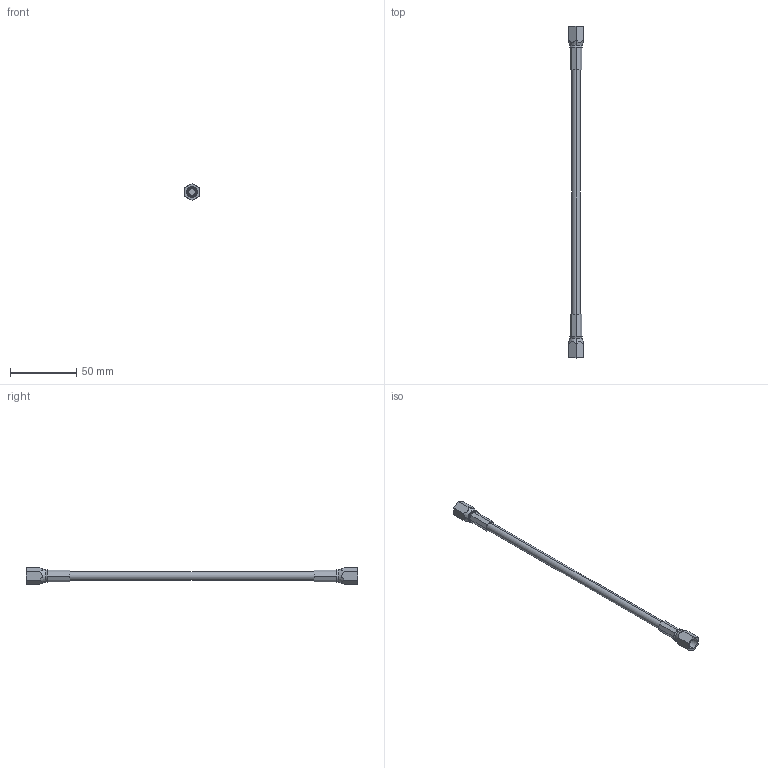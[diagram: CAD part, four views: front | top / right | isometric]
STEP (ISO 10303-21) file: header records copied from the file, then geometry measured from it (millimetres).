
FILE_DESCRIPTION(/* description */ (''),/* implementation_level */ '2;1');
FILE_NAME(/* name */ 'HOSE-1_8-250.stp',/* time_stamp */ '2018-05-21T11:48:41+09:00',/* author */ (''),/* organization */ (''),/* preprocessor_version */ 'ST-DEVELOPER v16',/* originating_system */ 'SIEMENS PLM Software NX 10.0',/* authorisation */ '');
FILE_SCHEMA (('AUTOMOTIVE_DESIGN { 1 0 10303 214 3 1 1 1 }'));
Length unit declared in the file: millimetre
Products named in the file (1): HOSE-1_8-250
Bounding box: 10.91 x 250 x 12.6 mm (x, y, z)
Volume: 9035.3 mm3; surface area: 6859.2 mm2
Topology: 1 solids, 1 shells, 64 faces, 146 edges, 92 vertices
Faces by surface type: plane 38, cone 12, torus 8, cylinder 6
Entity records: 2523 total; most frequent: CARTESIAN_POINT 580, DIRECTION 310, ORIENTED_EDGE 292, EDGE_CURVE 146, AXIS2_PLACEMENT_3D 110, VERTEX_POINT 92, LINE 90, VECTOR 90
